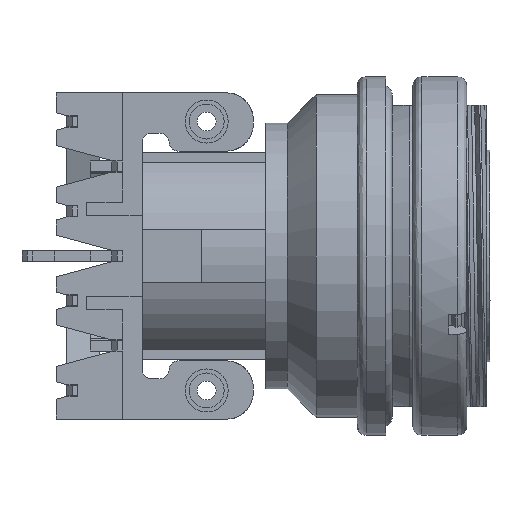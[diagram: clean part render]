
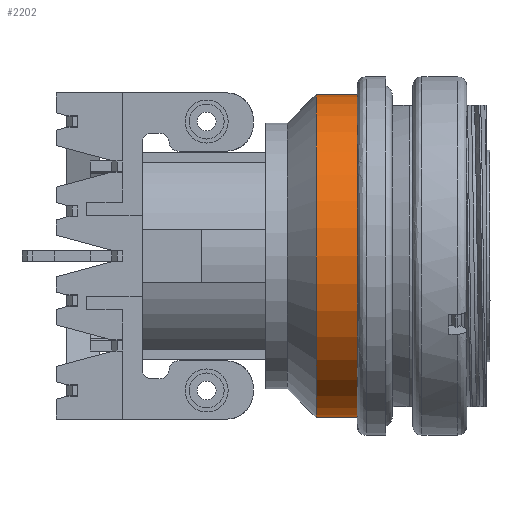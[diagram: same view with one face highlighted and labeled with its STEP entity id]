
A CAD part, front view. The second image highlights one B-rep face of the part: STEP entity #2202.
In plain terms, the highlighted cylindrical face has radius 9 mm (diameter 18 mm), a full revolution.
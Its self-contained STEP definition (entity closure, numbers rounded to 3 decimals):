
#1501=FACE_BOUND('',#3356,.T.);
#1502=FACE_BOUND('',#3357,.T.);
#1622=CYLINDRICAL_SURFACE('',#10375,9.);
#1807=CIRCLE('',#10372,9.);
#1808=CIRCLE('',#10374,9.);
#2202=ADVANCED_FACE('',(#1501,#1502),#1622,.T.);
#3356=EDGE_LOOP('',(#5585));
#3357=EDGE_LOOP('',(#5586));
#5585=ORIENTED_EDGE('',*,*,#8039,.F.);
#5586=ORIENTED_EDGE('',*,*,#8038,.T.);
#6816=VERTEX_POINT('',#19144);
#6817=VERTEX_POINT('',#19147);
#8038=EDGE_CURVE('',#6816,#6816,#1807,.T.);
#8039=EDGE_CURVE('',#6817,#6817,#1808,.T.);
#10372=AXIS2_PLACEMENT_3D('',#19143,#12288,#12289);
#10374=AXIS2_PLACEMENT_3D('',#19146,#12292,#12293);
#10375=AXIS2_PLACEMENT_3D('',#19148,#12294,#12295);
#12288=DIRECTION('',(1.,0.,0.));
#12289=DIRECTION('',(0.,0.,-1.));
#12292=DIRECTION('',(1.,0.,0.));
#12293=DIRECTION('',(0.,0.,-1.));
#12294=DIRECTION('',(1.,0.,0.));
#12295=DIRECTION('',(0.,0.,-1.));
#19143=CARTESIAN_POINT('',(-27.129,18.166,11.15));
#19144=CARTESIAN_POINT('',(-27.129,18.166,2.15));
#19146=CARTESIAN_POINT('',(-24.829,18.166,11.15));
#19147=CARTESIAN_POINT('',(-24.829,18.166,2.15));
#19148=CARTESIAN_POINT('',(-27.129,18.166,11.15));
